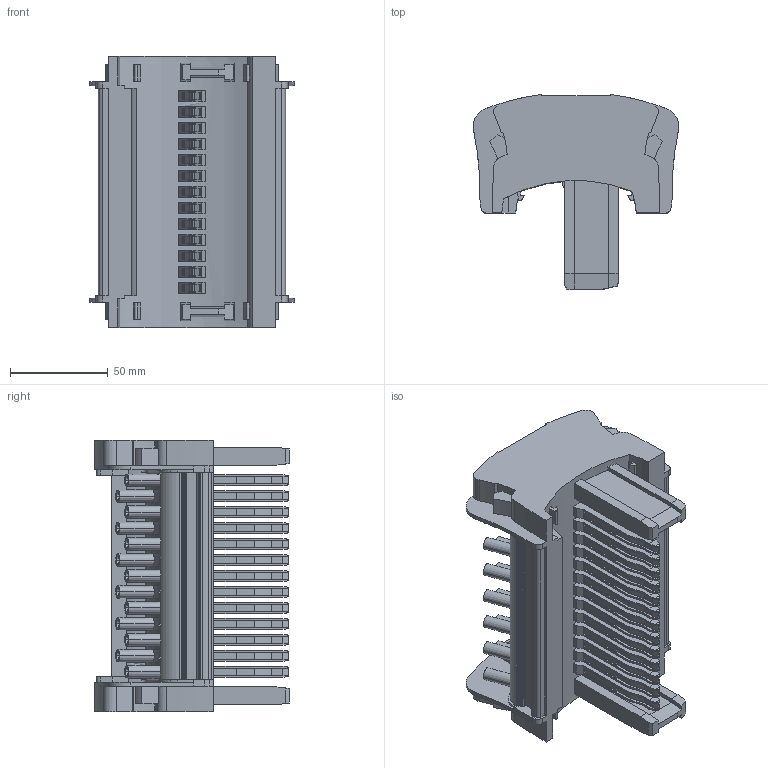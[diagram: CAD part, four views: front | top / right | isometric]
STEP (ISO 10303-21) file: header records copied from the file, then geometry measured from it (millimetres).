
FILE_DESCRIPTION(('SolidDesigner STEP Export'),'2;1');
FILE_NAME('3069268_FTPC_12_1-select.stp','2017-02-02T 7:41:56',(''),(''),'Creo Elements/Direct Modeling STEP processor for AP214 (Solid Model)','Creo Elements/Direct Modeling 18.1G 27-Feb-2015 (C) Parametric Technology GmbH','');
FILE_SCHEMA(('AUTOMOTIVE_DESIGN { 1 0 10303 214 1 1 1 1 }'));
Products named in the file (1): 3069268_FTPC_12_1-select
Bounding box: 104.9 x 99.46 x 138.55 mm (x, y, z)
Volume: 441150.7 mm3; surface area: 122374 mm2
Topology: 1 solids, 1 shells, 1772 faces, 5012 edges, 3324 vertices
Faces by surface type: plane 1298, cylinder 422, cone 52
Entity records: 94024 total; most frequent: CARTESIAN_POINT 35063, ORIENTED_EDGE 10024, DIRECTION 8420, EDGE_CURVE 5012, VECTOR 3378, LINE 3378, VERTEX_POINT 3324, AXIS2_PLACEMENT_3D 2521
